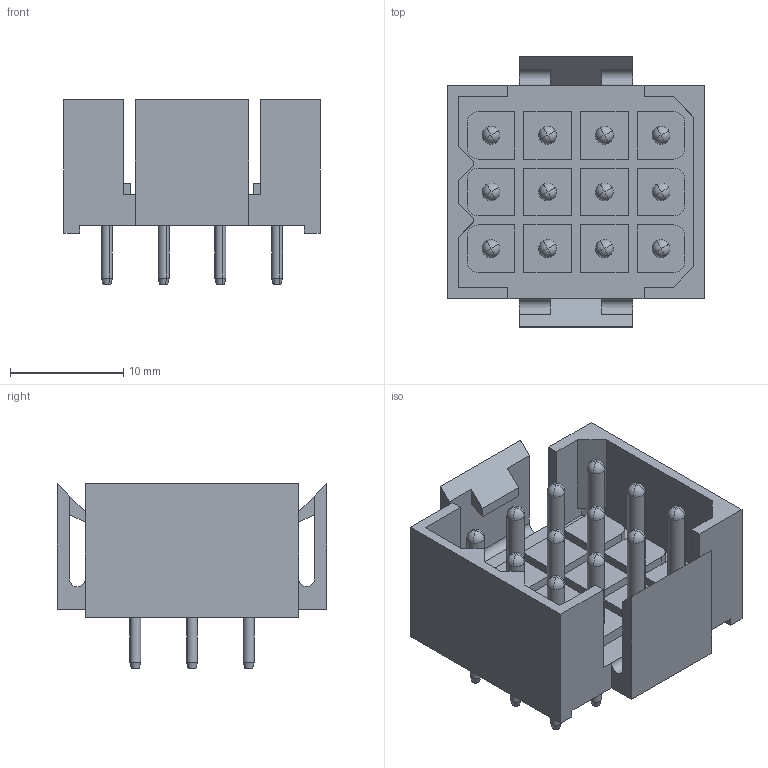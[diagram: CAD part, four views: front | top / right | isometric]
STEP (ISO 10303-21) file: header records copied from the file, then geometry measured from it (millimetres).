
FILE_DESCRIPTION(('CATIA V5 STEP Exchange','CAx-IF Rec.Pracs.--- Model Styling and Organization---1.4--- 2014-01-23'),'2;1');
FILE_NAME ('D1489197_0_1416500000_1416500000.stp','2021-06-09T08:02:01+00:00',('none'),('Weidmueller'),'CATIA Version 5-6 Release 2016 SP3 HF44','CATIA V5 STEP AP214','none');
FILE_SCHEMA(('AUTOMOTIVE_DESIGN { 1 0 10303 214 1 1 1 1 }'));
Length unit declared in the file: millimetre
Products named in the file (1): 1416500000
Bounding box: 22.6 x 23.8 x 16.3 mm (x, y, z)
Volume: 2404.2 mm3; surface area: 3709.8 mm2
Topology: 13 solids, 13 shells, 298 faces, 776 edges, 480 vertices
Faces by surface type: plane 138, cylinder 88, sphere 48, cone 24
Entity records: 8752 total; most frequent: CARTESIAN_POINT 1540, ORIENTED_EDGE 1456, DIRECTION 1223, EDGE_CURVE 728, AXIS2_PLACEMENT_3D 517, VERTEX_POINT 480, VECTOR 456, LINE 456
